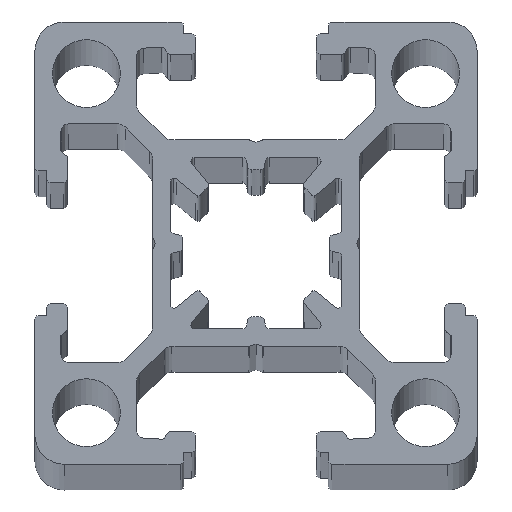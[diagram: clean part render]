
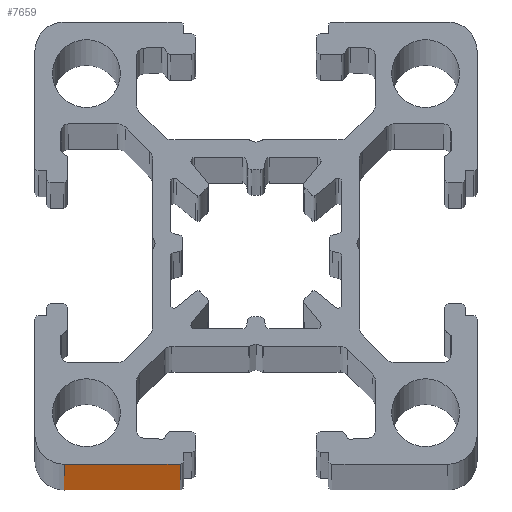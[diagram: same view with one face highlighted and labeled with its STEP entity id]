
A CAD part, top view. The second image highlights one B-rep face of the part: STEP entity #7659.
In plain terms, the highlighted planar face has unit normal (0, -1, 0).
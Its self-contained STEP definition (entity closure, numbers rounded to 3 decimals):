
#20 = DIRECTION ( 'NONE',  ( -1., 0., 0. ) ) ;
#126 = CARTESIAN_POINT ( 'NONE',  ( -13., -15., 0. ) ) ;
#387 = ORIENTED_EDGE ( 'NONE', *, *, #2823, .F. ) ;
#532 = VERTEX_POINT ( 'NONE', #2446 ) ;
#572 = EDGE_CURVE ( 'NONE', #532, #5088, #8702, .T. ) ;
#719 = VECTOR ( 'NONE', #1354, 1000. ) ;
#729 = CARTESIAN_POINT ( 'NONE',  ( -15., -15., -1000. ) ) ;
#898 = VERTEX_POINT ( 'NONE', #7763 ) ;
#1068 = DIRECTION ( 'NONE',  ( 0., -1., 0. ) ) ;
#1266 = LINE ( 'NONE', #729, #7918 ) ;
#1354 = DIRECTION ( 'NONE',  ( -1., 0., 0. ) ) ;
#1466 = LINE ( 'NONE', #4677, #5389 ) ;
#1919 = EDGE_CURVE ( 'NONE', #898, #5088, #3286, .T. ) ;
#2284 = DIRECTION ( 'NONE',  ( -1., 0., 0. ) ) ;
#2446 = CARTESIAN_POINT ( 'NONE',  ( -13., -15., -1000. ) ) ;
#2580 = VECTOR ( 'NONE', #2651, 1000. ) ;
#2651 = DIRECTION ( 'NONE',  ( 0., 0., 1. ) ) ;
#2681 = ORIENTED_EDGE ( 'NONE', *, *, #8218, .F. ) ;
#2823 = EDGE_CURVE ( 'NONE', #898, #6673, #1466, .T. ) ;
#3079 = PLANE ( 'NONE',  #5932 ) ;
#3286 = LINE ( 'NONE', #4698, #719 ) ;
#3563 = FACE_OUTER_BOUND ( 'NONE', #6690, .T. ) ;
#3609 = CARTESIAN_POINT ( 'NONE',  ( -15., -15., -1000. ) ) ;
#4609 = CARTESIAN_POINT ( 'NONE',  ( -13., -15., -1000. ) ) ;
#4677 = CARTESIAN_POINT ( 'NONE',  ( -5.15, -15., -1000. ) ) ;
#4698 = CARTESIAN_POINT ( 'NONE',  ( -15., -15., 0. ) ) ;
#4752 = ORIENTED_EDGE ( 'NONE', *, *, #572, .F. ) ;
#5088 = VERTEX_POINT ( 'NONE', #126 ) ;
#5389 = VECTOR ( 'NONE', #5507, 1000. ) ;
#5507 = DIRECTION ( 'NONE',  ( 0., 0., -1. ) ) ;
#5573 = CARTESIAN_POINT ( 'NONE',  ( -5.15, -15., -1000. ) ) ;
#5932 = AXIS2_PLACEMENT_3D ( 'NONE', #3609, #1068, #2284 ) ;
#6673 = VERTEX_POINT ( 'NONE', #5573 ) ;
#6690 = EDGE_LOOP ( 'NONE', ( #2681, #387, #8708, #4752 ) ) ;
#7659 = ADVANCED_FACE ( 'NONE', ( #3563 ), #3079, .T. ) ;
#7763 = CARTESIAN_POINT ( 'NONE',  ( -5.15, -15., 0. ) ) ;
#7918 = VECTOR ( 'NONE', #20, 1000. ) ;
#8218 = EDGE_CURVE ( 'NONE', #6673, #532, #1266, .T. ) ;
#8702 = LINE ( 'NONE', #4609, #2580 ) ;
#8708 = ORIENTED_EDGE ( 'NONE', *, *, #1919, .T. ) ;
